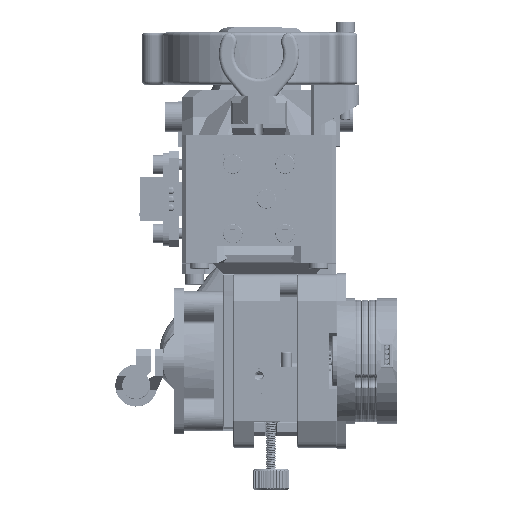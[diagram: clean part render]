
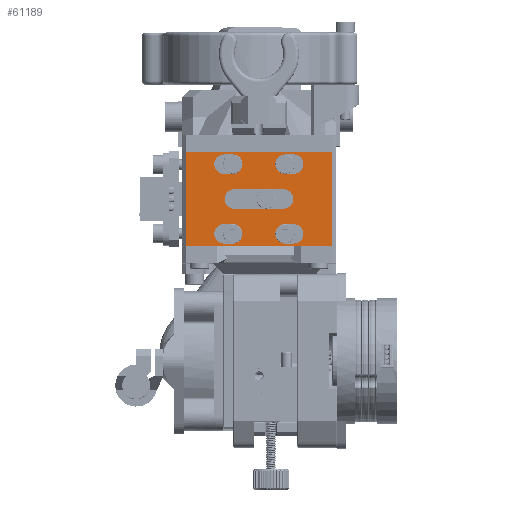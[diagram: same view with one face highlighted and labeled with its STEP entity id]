
A CAD part, top view. The second image highlights one B-rep face of the part: STEP entity #61189.
In plain terms, the highlighted planar face has unit normal (0, 0, 1).
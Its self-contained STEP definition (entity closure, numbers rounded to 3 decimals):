
#1334=FACE_BOUND('',#12805,.T.);
#1335=FACE_BOUND('',#12806,.T.);
#1336=FACE_BOUND('',#12807,.T.);
#1337=FACE_BOUND('',#12808,.T.);
#1338=FACE_BOUND('',#12809,.T.);
#1906=CIRCLE('',#65694,2.8);
#1907=CIRCLE('',#65695,2.8);
#1908=CIRCLE('',#65696,2.8);
#1909=CIRCLE('',#65697,2.8);
#1910=CIRCLE('',#65698,2.8);
#1911=CIRCLE('',#65699,2.8);
#1912=CIRCLE('',#65700,2.8);
#1913=CIRCLE('',#65701,2.8);
#1914=CIRCLE('',#65702,2.8);
#1915=CIRCLE('',#65703,2.8);
#9162=FACE_OUTER_BOUND('',#12804,.T.);
#12804=EDGE_LOOP('',(#41613,#41614,#41615,#41616));
#12805=EDGE_LOOP('',(#41617,#41618,#41619,#41620));
#12806=EDGE_LOOP('',(#41621,#41622,#41623,#41624));
#12807=EDGE_LOOP('',(#41625,#41626,#41627,#41628));
#12808=EDGE_LOOP('',(#41629,#41630,#41631,#41632));
#12809=EDGE_LOOP('',(#41633,#41634,#41635,#41636));
#16795=LINE('',#102000,#21328);
#16796=LINE('',#102002,#21329);
#16797=LINE('',#102004,#21330);
#16798=LINE('',#102005,#21331);
#16799=LINE('',#102008,#21332);
#16800=LINE('',#102012,#21333);
#16801=LINE('',#102018,#21334);
#16802=LINE('',#102021,#21335);
#16803=LINE('',#102026,#21336);
#16804=LINE('',#102029,#21337);
#16805=LINE('',#102032,#21338);
#16806=LINE('',#102036,#21339);
#16807=LINE('',#102042,#21340);
#16808=LINE('',#102045,#21341);
#21328=VECTOR('',#72637,42.1);
#21329=VECTOR('',#72638,27.);
#21330=VECTOR('',#72639,42.1);
#21331=VECTOR('',#72640,27.);
#21332=VECTOR('',#72641,2.5);
#21333=VECTOR('',#72644,2.5);
#21334=VECTOR('',#72649,2.5);
#21335=VECTOR('',#72652,2.5);
#21336=VECTOR('',#72655,14.1);
#21337=VECTOR('',#72658,14.1);
#21338=VECTOR('',#72659,2.5);
#21339=VECTOR('',#72662,2.5);
#21340=VECTOR('',#72667,2.5);
#21341=VECTOR('',#72670,2.5);
#25862=VERTEX_POINT('',#101998);
#25863=VERTEX_POINT('',#101999);
#25864=VERTEX_POINT('',#102001);
#25865=VERTEX_POINT('',#102003);
#25866=VERTEX_POINT('',#102006);
#25867=VERTEX_POINT('',#102007);
#25868=VERTEX_POINT('',#102009);
#25869=VERTEX_POINT('',#102011);
#25870=VERTEX_POINT('',#102014);
#25871=VERTEX_POINT('',#102015);
#25872=VERTEX_POINT('',#102017);
#25873=VERTEX_POINT('',#102019);
#25874=VERTEX_POINT('',#102022);
#25875=VERTEX_POINT('',#102023);
#25876=VERTEX_POINT('',#102025);
#25877=VERTEX_POINT('',#102027);
#25878=VERTEX_POINT('',#102030);
#25879=VERTEX_POINT('',#102031);
#25880=VERTEX_POINT('',#102033);
#25881=VERTEX_POINT('',#102035);
#25882=VERTEX_POINT('',#102038);
#25883=VERTEX_POINT('',#102039);
#25884=VERTEX_POINT('',#102041);
#25885=VERTEX_POINT('',#102043);
#31928=EDGE_CURVE('',#25862,#25863,#16795,.T.);
#31929=EDGE_CURVE('',#25864,#25862,#16796,.T.);
#31930=EDGE_CURVE('',#25864,#25865,#16797,.T.);
#31931=EDGE_CURVE('',#25865,#25863,#16798,.T.);
#31932=EDGE_CURVE('',#25866,#25867,#16799,.T.);
#31933=EDGE_CURVE('',#25867,#25868,#1906,.T.);
#31934=EDGE_CURVE('',#25869,#25868,#16800,.T.);
#31935=EDGE_CURVE('',#25869,#25866,#1907,.T.);
#31936=EDGE_CURVE('',#25870,#25871,#1908,.T.);
#31937=EDGE_CURVE('',#25870,#25872,#16801,.T.);
#31938=EDGE_CURVE('',#25873,#25872,#1909,.T.);
#31939=EDGE_CURVE('',#25871,#25873,#16802,.T.);
#31940=EDGE_CURVE('',#25874,#25875,#1910,.T.);
#31941=EDGE_CURVE('',#25876,#25874,#16803,.T.);
#31942=EDGE_CURVE('',#25876,#25877,#1911,.T.);
#31943=EDGE_CURVE('',#25877,#25875,#16804,.T.);
#31944=EDGE_CURVE('',#25878,#25879,#16805,.T.);
#31945=EDGE_CURVE('',#25880,#25878,#1912,.T.);
#31946=EDGE_CURVE('',#25880,#25881,#16806,.T.);
#31947=EDGE_CURVE('',#25879,#25881,#1913,.T.);
#31948=EDGE_CURVE('',#25882,#25883,#1914,.T.);
#31949=EDGE_CURVE('',#25883,#25884,#16807,.T.);
#31950=EDGE_CURVE('',#25884,#25885,#1915,.T.);
#31951=EDGE_CURVE('',#25882,#25885,#16808,.T.);
#41613=ORIENTED_EDGE('',*,*,#31928,.F.);
#41614=ORIENTED_EDGE('',*,*,#31929,.F.);
#41615=ORIENTED_EDGE('',*,*,#31930,.T.);
#41616=ORIENTED_EDGE('',*,*,#31931,.T.);
#41617=ORIENTED_EDGE('',*,*,#31932,.T.);
#41618=ORIENTED_EDGE('',*,*,#31933,.T.);
#41619=ORIENTED_EDGE('',*,*,#31934,.F.);
#41620=ORIENTED_EDGE('',*,*,#31935,.T.);
#41621=ORIENTED_EDGE('',*,*,#31936,.F.);
#41622=ORIENTED_EDGE('',*,*,#31937,.T.);
#41623=ORIENTED_EDGE('',*,*,#31938,.F.);
#41624=ORIENTED_EDGE('',*,*,#31939,.F.);
#41625=ORIENTED_EDGE('',*,*,#31940,.F.);
#41626=ORIENTED_EDGE('',*,*,#31941,.F.);
#41627=ORIENTED_EDGE('',*,*,#31942,.T.);
#41628=ORIENTED_EDGE('',*,*,#31943,.T.);
#41629=ORIENTED_EDGE('',*,*,#31944,.F.);
#41630=ORIENTED_EDGE('',*,*,#31945,.F.);
#41631=ORIENTED_EDGE('',*,*,#31946,.T.);
#41632=ORIENTED_EDGE('',*,*,#31947,.F.);
#41633=ORIENTED_EDGE('',*,*,#31948,.T.);
#41634=ORIENTED_EDGE('',*,*,#31949,.T.);
#41635=ORIENTED_EDGE('',*,*,#31950,.T.);
#41636=ORIENTED_EDGE('',*,*,#31951,.F.);
#59430=PLANE('',#65693);
#61189=ADVANCED_FACE('',(#9162,#1334,#1335,#1336,#1337,#1338),#59430,.T.);
#65693=AXIS2_PLACEMENT_3D('',#101997,#72635,#72636);
#65694=AXIS2_PLACEMENT_3D('',#102010,#72642,#72643);
#65695=AXIS2_PLACEMENT_3D('',#102013,#72645,#72646);
#65696=AXIS2_PLACEMENT_3D('',#102016,#72647,#72648);
#65697=AXIS2_PLACEMENT_3D('',#102020,#72650,#72651);
#65698=AXIS2_PLACEMENT_3D('',#102024,#72653,#72654);
#65699=AXIS2_PLACEMENT_3D('',#102028,#72656,#72657);
#65700=AXIS2_PLACEMENT_3D('',#102034,#72660,#72661);
#65701=AXIS2_PLACEMENT_3D('',#102037,#72663,#72664);
#65702=AXIS2_PLACEMENT_3D('',#102040,#72665,#72666);
#65703=AXIS2_PLACEMENT_3D('',#102044,#72668,#72669);
#72635=DIRECTION('center_axis',(0.,0.,1.));
#72636=DIRECTION('ref_axis',(1.,0.,0.));
#72637=DIRECTION('',(-1.,0.,0.));
#72638=DIRECTION('',(0.,-1.,0.));
#72639=DIRECTION('',(-1.,0.,0.));
#72640=DIRECTION('',(0.,-1.,0.));
#72641=DIRECTION('',(1.,0.,0.));
#72642=DIRECTION('center_axis',(0.,0.,-1.));
#72643=DIRECTION('ref_axis',(-1.,0.,0.));
#72644=DIRECTION('',(1.,0.,0.));
#72645=DIRECTION('center_axis',(0.,0.,-1.));
#72646=DIRECTION('ref_axis',(-1.,0.,0.));
#72647=DIRECTION('center_axis',(0.,0.,1.));
#72648=DIRECTION('ref_axis',(-1.,0.,0.));
#72649=DIRECTION('',(1.,0.,0.));
#72650=DIRECTION('center_axis',(0.,0.,1.));
#72651=DIRECTION('ref_axis',(-1.,0.,0.));
#72652=DIRECTION('',(1.,0.,0.));
#72653=DIRECTION('center_axis',(0.,0.,1.));
#72654=DIRECTION('ref_axis',(-1.,0.,0.));
#72655=DIRECTION('',(1.,0.,0.));
#72656=DIRECTION('center_axis',(0.,0.,-1.));
#72657=DIRECTION('ref_axis',(1.,0.,0.));
#72658=DIRECTION('',(1.,0.,0.));
#72659=DIRECTION('',(-1.,0.,0.));
#72660=DIRECTION('center_axis',(0.,0.,1.));
#72661=DIRECTION('ref_axis',(1.,0.,0.));
#72662=DIRECTION('',(-1.,0.,0.));
#72663=DIRECTION('center_axis',(0.,0.,1.));
#72664=DIRECTION('ref_axis',(1.,0.,0.));
#72665=DIRECTION('center_axis',(0.,0.,-1.));
#72666=DIRECTION('ref_axis',(1.,0.,0.));
#72667=DIRECTION('',(-1.,0.,0.));
#72668=DIRECTION('center_axis',(0.,0.,-1.));
#72669=DIRECTION('ref_axis',(1.,0.,0.));
#72670=DIRECTION('',(-1.,0.,0.));
#101997=CARTESIAN_POINT('Origin',(0.,0.,13.));
#101998=CARTESIAN_POINT('',(21.05,-13.5,13.));
#101999=CARTESIAN_POINT('',(-21.05,-13.5,13.));
#102000=CARTESIAN_POINT('',(21.05,-13.5,13.));
#102001=CARTESIAN_POINT('',(21.05,13.5,13.));
#102002=CARTESIAN_POINT('',(21.05,13.5,13.));
#102003=CARTESIAN_POINT('',(-21.05,13.5,13.));
#102004=CARTESIAN_POINT('',(21.05,13.5,13.));
#102005=CARTESIAN_POINT('',(-21.05,13.5,13.));
#102006=CARTESIAN_POINT('',(7.5,-7.2,13.));
#102007=CARTESIAN_POINT('',(10.,-7.2,13.));
#102008=CARTESIAN_POINT('',(7.5,-7.2,13.));
#102009=CARTESIAN_POINT('',(10.,-12.8,13.));
#102010=CARTESIAN_POINT('Origin',(10.,-10.,13.));
#102011=CARTESIAN_POINT('',(7.5,-12.8,13.));
#102012=CARTESIAN_POINT('',(7.5,-12.8,13.));
#102013=CARTESIAN_POINT('Origin',(7.5,-10.,13.));
#102014=CARTESIAN_POINT('',(7.5,12.8,13.));
#102015=CARTESIAN_POINT('',(7.5,7.2,13.));
#102016=CARTESIAN_POINT('Origin',(7.5,10.,13.));
#102017=CARTESIAN_POINT('',(10.,12.8,13.));
#102018=CARTESIAN_POINT('',(7.5,12.8,13.));
#102019=CARTESIAN_POINT('',(10.,7.2,13.));
#102020=CARTESIAN_POINT('Origin',(10.,10.,13.));
#102021=CARTESIAN_POINT('',(7.5,7.2,13.));
#102022=CARTESIAN_POINT('',(7.05,-2.8,13.));
#102023=CARTESIAN_POINT('',(7.05,2.8,13.));
#102024=CARTESIAN_POINT('Origin',(7.05,0.,13.));
#102025=CARTESIAN_POINT('',(-7.05,-2.8,13.));
#102026=CARTESIAN_POINT('',(-7.05,-2.8,13.));
#102027=CARTESIAN_POINT('',(-7.05,2.8,13.));
#102028=CARTESIAN_POINT('Origin',(-7.05,0.,13.));
#102029=CARTESIAN_POINT('',(-7.05,2.8,13.));
#102030=CARTESIAN_POINT('',(-7.5,-7.2,13.));
#102031=CARTESIAN_POINT('',(-10.,-7.2,13.));
#102032=CARTESIAN_POINT('',(-7.5,-7.2,13.));
#102033=CARTESIAN_POINT('',(-7.5,-12.8,13.));
#102034=CARTESIAN_POINT('Origin',(-7.5,-10.,13.));
#102035=CARTESIAN_POINT('',(-10.,-12.8,13.));
#102036=CARTESIAN_POINT('',(-7.5,-12.8,13.));
#102037=CARTESIAN_POINT('Origin',(-10.,-10.,13.));
#102038=CARTESIAN_POINT('',(-7.5,12.8,13.));
#102039=CARTESIAN_POINT('',(-7.5,7.2,13.));
#102040=CARTESIAN_POINT('Origin',(-7.5,10.,13.));
#102041=CARTESIAN_POINT('',(-10.,7.2,13.));
#102042=CARTESIAN_POINT('',(-7.5,7.2,13.));
#102043=CARTESIAN_POINT('',(-10.,12.8,13.));
#102044=CARTESIAN_POINT('Origin',(-10.,10.,13.));
#102045=CARTESIAN_POINT('',(-7.5,12.8,13.));
